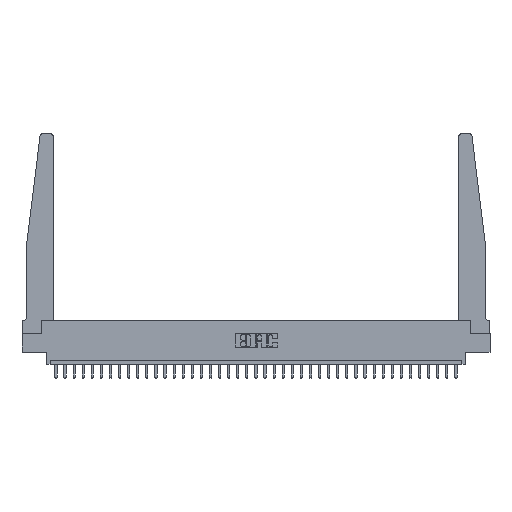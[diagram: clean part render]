
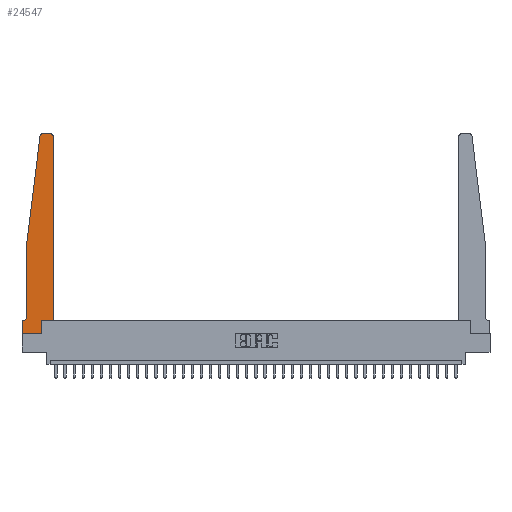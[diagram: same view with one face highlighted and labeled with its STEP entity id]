
A CAD part, top view. The second image highlights one B-rep face of the part: STEP entity #24547.
In plain terms, the highlighted planar face has unit normal (0, 0, 1).
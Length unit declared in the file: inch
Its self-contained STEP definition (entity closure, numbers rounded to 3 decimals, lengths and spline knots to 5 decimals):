
#1127 = CARTESIAN_POINT ( 'NONE',  ( 0.2605, 0., 0.37 ) ) ;
#1374 = VERTEX_POINT ( 'NONE', #27502 ) ;
#1495 = VECTOR ( 'NONE', #12476, 39.37008 ) ;
#2525 = LINE ( 'NONE', #17674, #14311 ) ;
#2645 = CARTESIAN_POINT ( 'NONE',  ( 0.425, 0.18, 0.37 ) ) ;
#2707 = ORIENTED_EDGE ( 'NONE', *, *, #4756, .T. ) ;
#3142 = AXIS2_PLACEMENT_3D ( 'NONE', #11394, #6464, #16449 ) ;
#3203 = VECTOR ( 'NONE', #10354, 39.37008 ) ;
#3254 = VECTOR ( 'NONE', #15535, 39.37008 ) ;
#3402 = ORIENTED_EDGE ( 'NONE', *, *, #31024, .T. ) ;
#3452 = LINE ( 'NONE', #29261, #25450 ) ;
#3974 = CIRCLE ( 'NONE', #23468, 0.03 ) ;
#4756 = EDGE_CURVE ( 'NONE', #24718, #26711, #8334, .T. ) ;
#6464 = DIRECTION ( 'NONE',  ( 0., 0., 1. ) ) ;
#6622 = VERTEX_POINT ( 'NONE', #12323 ) ;
#6670 = CARTESIAN_POINT ( 'NONE',  ( 0.24675, 2.72367, 0.37 ) ) ;
#6804 = CARTESIAN_POINT ( 'NONE',  ( 0.2605, 0.18, 0.37 ) ) ;
#6928 = AXIS2_PLACEMENT_3D ( 'NONE', #18368, #25716, #21106 ) ;
#6965 = VERTEX_POINT ( 'NONE', #21530 ) ;
#7102 = DIRECTION ( 'NONE',  ( 1., 0., 0. ) ) ;
#7736 = EDGE_CURVE ( 'NONE', #21022, #26690, #3452, .T. ) ;
#7847 = CARTESIAN_POINT ( 'NONE',  ( 0.27653, 2.75, 0.37 ) ) ;
#8139 = ORIENTED_EDGE ( 'NONE', *, *, #11520, .T. ) ;
#8334 = LINE ( 'NONE', #2645, #3203 ) ;
#9255 = CARTESIAN_POINT ( 'NONE',  ( 0.425, 0.18, 0.37 ) ) ;
#9302 = EDGE_CURVE ( 'NONE', #13594, #10967, #2525, .T. ) ;
#9458 = VECTOR ( 'NONE', #28172, 39.37008 ) ;
#9543 = DIRECTION ( 'NONE',  ( 0., 1., 0. ) ) ;
#10185 = DIRECTION ( 'NONE',  ( -1., 0., 0. ) ) ;
#10251 = LINE ( 'NONE', #22946, #9458 ) ;
#10354 = DIRECTION ( 'NONE',  ( 1., 0., 0. ) ) ;
#10458 = EDGE_CURVE ( 'NONE', #11157, #6965, #14256, .T. ) ;
#10589 = LINE ( 'NONE', #6804, #20819 ) ;
#10967 = VERTEX_POINT ( 'NONE', #13047 ) ;
#11138 = ORIENTED_EDGE ( 'NONE', *, *, #22841, .T. ) ;
#11157 = VERTEX_POINT ( 'NONE', #6670 ) ;
#11394 = CARTESIAN_POINT ( 'NONE',  ( 0.27653, 2.72, 0.37 ) ) ;
#11520 = EDGE_CURVE ( 'NONE', #6622, #13594, #12983, .T. ) ;
#11765 = ORIENTED_EDGE ( 'NONE', *, *, #10458, .T. ) ;
#12323 = CARTESIAN_POINT ( 'NONE',  ( 0.065, 0.2375, 0.37 ) ) ;
#12476 = DIRECTION ( 'NONE',  ( 0., -1., 0. ) ) ;
#12983 = CIRCLE ( 'NONE', #14169, 0.05 ) ;
#13047 = CARTESIAN_POINT ( 'NONE',  ( 0., 0.1875, 0.37 ) ) ;
#13297 = VECTOR ( 'NONE', #21742, 39.37008 ) ;
#13335 = CIRCLE ( 'NONE', #3142, 0.03 ) ;
#13594 = VERTEX_POINT ( 'NONE', #23153 ) ;
#13819 = DIRECTION ( 'NONE',  ( -0.122, -0.992, 0. ) ) ;
#14041 = FACE_OUTER_BOUND ( 'NONE', #18867, .T. ) ;
#14169 = AXIS2_PLACEMENT_3D ( 'NONE', #23685, #31227, #29849 ) ;
#14256 = LINE ( 'NONE', #21187, #26050 ) ;
#14311 = VECTOR ( 'NONE', #10185, 39.37008 ) ;
#14490 = ORIENTED_EDGE ( 'NONE', *, *, #18453, .T. ) ;
#14729 = ORIENTED_EDGE ( 'NONE', *, *, #16807, .T. ) ;
#15535 = DIRECTION ( 'NONE',  ( 0., 1., 0. ) ) ;
#16449 = DIRECTION ( 'NONE',  ( 1., 0., 0. ) ) ;
#16481 = DIRECTION ( 'NONE',  ( 0., 0., 1. ) ) ;
#16605 = LINE ( 'NONE', #30563, #3254 ) ;
#16807 = EDGE_CURVE ( 'NONE', #26711, #1374, #16605, .T. ) ;
#16827 = ORIENTED_EDGE ( 'NONE', *, *, #29347, .T. ) ;
#17018 = VERTEX_POINT ( 'NONE', #7847 ) ;
#17240 = LINE ( 'NONE', #27535, #1495 ) ;
#17674 = CARTESIAN_POINT ( 'NONE',  ( 0.065, 0.1875, 0.37 ) ) ;
#18256 = PLANE ( 'NONE',  #6928 ) ;
#18368 = CARTESIAN_POINT ( 'NONE',  ( 0., 0.1875, 0.37 ) ) ;
#18453 = EDGE_CURVE ( 'NONE', #10967, #21022, #31741, .T. ) ;
#18867 = EDGE_LOOP ( 'NONE', ( #11138, #24784, #11765, #3402, #8139, #26115, #14490, #23932, #16827, #2707, #14729, #29348 ) ) ;
#19020 = DIRECTION ( 'NONE',  ( 1., 0., 0. ) ) ;
#20594 = CARTESIAN_POINT ( 'NONE',  ( 0., 0., 0.37 ) ) ;
#20819 = VECTOR ( 'NONE', #9543, 39.37008 ) ;
#21022 = VERTEX_POINT ( 'NONE', #20594 ) ;
#21106 = DIRECTION ( 'NONE',  ( 1., 0., 0. ) ) ;
#21187 = CARTESIAN_POINT ( 'NONE',  ( 0.065, 1.25, 0.37 ) ) ;
#21530 = CARTESIAN_POINT ( 'NONE',  ( 0.065, 1.25, 0.37 ) ) ;
#21742 = DIRECTION ( 'NONE',  ( 0., -1., 0. ) ) ;
#22841 = EDGE_CURVE ( 'NONE', #27326, #17018, #10251, .T. ) ;
#22946 = CARTESIAN_POINT ( 'NONE',  ( 0.25, 2.75, 0.37 ) ) ;
#23153 = CARTESIAN_POINT ( 'NONE',  ( 0.015, 0.1875, 0.37 ) ) ;
#23468 = AXIS2_PLACEMENT_3D ( 'NONE', #24391, #16481, #19020 ) ;
#23471 = EDGE_CURVE ( 'NONE', #17018, #11157, #13335, .T. ) ;
#23685 = CARTESIAN_POINT ( 'NONE',  ( 0.015, 0.2375, 0.37 ) ) ;
#23932 = ORIENTED_EDGE ( 'NONE', *, *, #7736, .T. ) ;
#24391 = CARTESIAN_POINT ( 'NONE',  ( 0.395, 2.72, 0.37 ) ) ;
#24424 = CARTESIAN_POINT ( 'NONE',  ( 0.395, 2.75, 0.37 ) ) ;
#24547 = ADVANCED_FACE ( 'NONE', ( #14041 ), #18256, .T. ) ;
#24718 = VERTEX_POINT ( 'NONE', #30620 ) ;
#24784 = ORIENTED_EDGE ( 'NONE', *, *, #23471, .T. ) ;
#25450 = VECTOR ( 'NONE', #7102, 39.37008 ) ;
#25716 = DIRECTION ( 'NONE',  ( 0., 0., 1. ) ) ;
#26050 = VECTOR ( 'NONE', #13819, 39.37008 ) ;
#26115 = ORIENTED_EDGE ( 'NONE', *, *, #9302, .T. ) ;
#26690 = VERTEX_POINT ( 'NONE', #1127 ) ;
#26711 = VERTEX_POINT ( 'NONE', #9255 ) ;
#27213 = CARTESIAN_POINT ( 'NONE',  ( 0., 0., 0.37 ) ) ;
#27326 = VERTEX_POINT ( 'NONE', #24424 ) ;
#27502 = CARTESIAN_POINT ( 'NONE',  ( 0.425, 2.72, 0.37 ) ) ;
#27535 = CARTESIAN_POINT ( 'NONE',  ( 0.065, 1.25, 0.37 ) ) ;
#28172 = DIRECTION ( 'NONE',  ( -1., 0., 0. ) ) ;
#28197 = EDGE_CURVE ( 'NONE', #1374, #27326, #3974, .T. ) ;
#29261 = CARTESIAN_POINT ( 'NONE',  ( 0., 0., 0.37 ) ) ;
#29347 = EDGE_CURVE ( 'NONE', #26690, #24718, #10589, .T. ) ;
#29348 = ORIENTED_EDGE ( 'NONE', *, *, #28197, .T. ) ;
#29849 = DIRECTION ( 'NONE',  ( -1., 0., 0. ) ) ;
#30563 = CARTESIAN_POINT ( 'NONE',  ( 0.425, 0.18, 0.37 ) ) ;
#30620 = CARTESIAN_POINT ( 'NONE',  ( 0.2605, 0.18, 0.37 ) ) ;
#31024 = EDGE_CURVE ( 'NONE', #6965, #6622, #17240, .T. ) ;
#31227 = DIRECTION ( 'NONE',  ( 0., 0., -1. ) ) ;
#31741 = LINE ( 'NONE', #27213, #13297 ) ;
